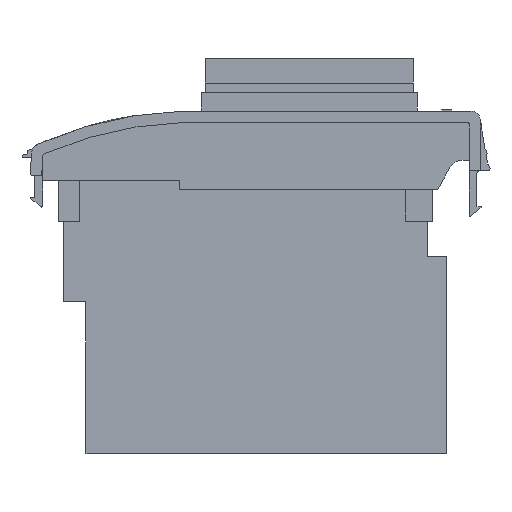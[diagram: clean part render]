
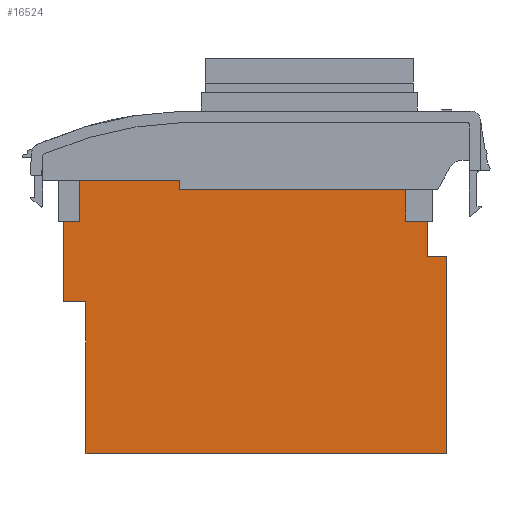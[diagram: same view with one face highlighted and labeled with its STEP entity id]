
A CAD part, left-side view. The second image highlights one B-rep face of the part: STEP entity #16524.
In plain terms, the highlighted planar face has unit normal (-1, 0, 0).
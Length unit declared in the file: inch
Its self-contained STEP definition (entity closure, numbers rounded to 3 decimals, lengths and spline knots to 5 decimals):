
#606 = CARTESIAN_POINT ( 'NONE',  ( 1.83506, 1.73848, 0.35 ) ) ;
#607 = DIRECTION ( 'NONE',  ( 0., -1., 0. ) ) ;
#608 = VECTOR ( 'NONE', #607, 39.37008 ) ;
#609 = CARTESIAN_POINT ( 'NONE',  ( 1.83506, 1.52916, 0.35 ) ) ;
#610 = LINE ( 'NONE', #609, #608 ) ;
#611 = CARTESIAN_POINT ( 'NONE',  ( 1.83506, 3.22916, 0.35 ) ) ;
#1079 = DIRECTION ( 'NONE',  ( 0., -1., 0. ) ) ;
#1080 = VECTOR ( 'NONE', #1079, 39.37008 ) ;
#1083 = CARTESIAN_POINT ( 'NONE',  ( 1.83506, 3.22916, 0.41 ) ) ;
#1085 = LINE ( 'NONE', #1083, #1080 ) ;
#2250 = DIRECTION ( 'NONE',  ( 0., 0., -1. ) ) ;
#2251 = VECTOR ( 'NONE', #2250, 39.37008 ) ;
#2252 = CARTESIAN_POINT ( 'NONE',  ( 1.83506, 3.22916, 0.35 ) ) ;
#2253 = LINE ( 'NONE', #2252, #2251 ) ;
#2364 = CARTESIAN_POINT ( 'NONE',  ( 1.83506, 3.22916, 0.41 ) ) ;
#3173 = CARTESIAN_POINT ( 'NONE',  ( 1.83506, 1.59848, 0.14 ) ) ;
#3477 = CARTESIAN_POINT ( 'NONE',  ( 1.83506, 3.99348, 0.41 ) ) ;
#9367 = DIRECTION ( 'NONE',  ( 0., 0., 1. ) ) ;
#9435 = VECTOR ( 'NONE', #9367, 39.37008 ) ;
#9436 = CARTESIAN_POINT ( 'NONE',  ( 1.83506, 3.84348, -0.39 ) ) ;
#9437 = LINE ( 'NONE', #9436, #9435 ) ;
#9473 = CARTESIAN_POINT ( 'NONE',  ( 1.83506, 1.59848, -0.09 ) ) ;
#9495 = DIRECTION ( 'NONE',  ( 0., 0., 1. ) ) ;
#9496 = VECTOR ( 'NONE', #9495, 39.37008 ) ;
#9497 = CARTESIAN_POINT ( 'NONE',  ( 1.83506, 3.99348, 0.64 ) ) ;
#9501 = LINE ( 'NONE', #9497, #9496 ) ;
#9505 = DIRECTION ( 'NONE',  ( 0., 0., -1. ) ) ;
#9506 = VECTOR ( 'NONE', #9505, 39.37008 ) ;
#9507 = CARTESIAN_POINT ( 'NONE',  ( 1.83506, 1.59848, -0.09 ) ) ;
#9508 = LINE ( 'NONE', #9507, #9506 ) ;
#9524 = CARTESIAN_POINT ( 'NONE',  ( 1.83506, 1.46848, -0.09 ) ) ;
#9611 = DIRECTION ( 'NONE',  ( 0., 1., 0. ) ) ;
#9612 = VECTOR ( 'NONE', #9611, 39.37008 ) ;
#9613 = CARTESIAN_POINT ( 'NONE',  ( 1.83506, 1.46848, -1.39 ) ) ;
#9641 = CARTESIAN_POINT ( 'NONE',  ( 1.83506, 3.84348, -1.39 ) ) ;
#9647 = DIRECTION ( 'NONE',  ( 0., -1., 0. ) ) ;
#9648 = VECTOR ( 'NONE', #9647, 39.37008 ) ;
#9649 = CARTESIAN_POINT ( 'NONE',  ( 1.83506, 3.84348, -0.39 ) ) ;
#9738 = DIRECTION ( 'NONE',  ( 0., -1., 0. ) ) ;
#9739 = VECTOR ( 'NONE', #9738, 39.37008 ) ;
#9740 = CARTESIAN_POINT ( 'NONE',  ( 1.83506, 3.84348, 0.14 ) ) ;
#9741 = LINE ( 'NONE', #9740, #9739 ) ;
#9744 = LINE ( 'NONE', #9613, #9612 ) ;
#9753 = CARTESIAN_POINT ( 'NONE',  ( 1.83506, 1.46848, -0.09 ) ) ;
#9754 = LINE ( 'NONE', #9753, #9648 ) ;
#9763 = CARTESIAN_POINT ( 'NONE',  ( 1.83506, 3.99348, -0.39 ) ) ;
#9790 = FACE_OUTER_BOUND ( 'NONE', #16516, .T. ) ;
#9791 = DIRECTION ( 'NONE',  ( 0., 0., 1. ) ) ;
#9792 = VECTOR ( 'NONE', #9791, 39.37008 ) ;
#9793 = CARTESIAN_POINT ( 'NONE',  ( 1.83506, 1.73848, 0.14 ) ) ;
#9794 = LINE ( 'NONE', #9793, #9792 ) ;
#9838 = LINE ( 'NONE', #9934, #9933 ) ;
#9869 = DIRECTION ( 'NONE',  ( 0., 1., 0. ) ) ;
#9870 = VECTOR ( 'NONE', #9869, 39.37008 ) ;
#9871 = CARTESIAN_POINT ( 'NONE',  ( 1.83506, 3.99348, -0.39 ) ) ;
#9872 = LINE ( 'NONE', #9871, #9870 ) ;
#9880 = CARTESIAN_POINT ( 'NONE',  ( 1.83506, 1.73848, 0.14 ) ) ;
#9895 = DIRECTION ( 'NONE',  ( 0., 0., 1. ) ) ;
#9896 = DIRECTION ( 'NONE',  ( -1., 0., 0. ) ) ;
#9897 = CARTESIAN_POINT ( 'NONE',  ( 1.83506, 3.84348, -1.39 ) ) ;
#9898 = AXIS2_PLACEMENT_3D ( 'NONE', #9897, #9896, #9895 ) ;
#9899 = PLANE ( 'NONE',  #9898 ) ;
#9932 = DIRECTION ( 'NONE',  ( 0., 0., -1. ) ) ;
#9933 = VECTOR ( 'NONE', #9932, 39.37008 ) ;
#9934 = CARTESIAN_POINT ( 'NONE',  ( 1.83506, 1.46848, -0.09 ) ) ;
#10055 = CARTESIAN_POINT ( 'NONE',  ( 1.83506, 1.46848, -1.39 ) ) ;
#12178 = VERTEX_POINT ( 'NONE', #3173 ) ;
#12296 = VERTEX_POINT ( 'NONE', #3477 ) ;
#13265 = VERTEX_POINT ( 'NONE', #611 ) ;
#13267 = EDGE_CURVE ( 'NONE', #13265, #13268, #610, .T. ) ;
#13268 = VERTEX_POINT ( 'NONE', #606 ) ;
#13525 = EDGE_CURVE ( 'NONE', #12296, #13583, #1085, .T. ) ;
#13583 = VERTEX_POINT ( 'NONE', #2364 ) ;
#13664 = EDGE_CURVE ( 'NONE', #13583, #13265, #2253, .T. ) ;
#16391 = VERTEX_POINT ( 'NONE', #9473 ) ;
#16401 = EDGE_CURVE ( 'NONE', #12178, #16391, #9508, .T. ) ;
#16406 = EDGE_CURVE ( 'NONE', #16461, #12296, #9501, .T. ) ;
#16407 = VERTEX_POINT ( 'NONE', #9524 ) ;
#16423 = EDGE_CURVE ( 'NONE', #16488, #16424, #9437, .T. ) ;
#16424 = VERTEX_POINT ( 'NONE', #9649 ) ;
#16442 = EDGE_CURVE ( 'NONE', #16655, #16488, #9744, .T. ) ;
#16461 = VERTEX_POINT ( 'NONE', #9763 ) ;
#16464 = ORIENTED_EDGE ( 'NONE', *, *, #16401, .F. ) ;
#16469 = ORIENTED_EDGE ( 'NONE', *, *, #16470, .F. ) ;
#16470 = EDGE_CURVE ( 'NONE', #16517, #12178, #9741, .T. ) ;
#16479 = EDGE_CURVE ( 'NONE', #16391, #16407, #9754, .T. ) ;
#16488 = VERTEX_POINT ( 'NONE', #9641 ) ;
#16516 = EDGE_LOOP ( 'NONE', ( #16519, #16521, #16522, #16528, #16529, #16525, #16526, #16548, #16549, #16530, #16464, #16469 ) ) ;
#16517 = VERTEX_POINT ( 'NONE', #9880 ) ;
#16519 = ORIENTED_EDGE ( 'NONE', *, *, #16520, .T. ) ;
#16520 = EDGE_CURVE ( 'NONE', #16517, #13268, #9794, .T. ) ;
#16521 = ORIENTED_EDGE ( 'NONE', *, *, #13267, .F. ) ;
#16522 = ORIENTED_EDGE ( 'NONE', *, *, #13664, .F. ) ;
#16524 = ADVANCED_FACE ( 'NONE', ( #9790 ), #9899, .T. ) ;
#16525 = ORIENTED_EDGE ( 'NONE', *, *, #16554, .F. ) ;
#16526 = ORIENTED_EDGE ( 'NONE', *, *, #16423, .F. ) ;
#16528 = ORIENTED_EDGE ( 'NONE', *, *, #13525, .F. ) ;
#16529 = ORIENTED_EDGE ( 'NONE', *, *, #16406, .F. ) ;
#16530 = ORIENTED_EDGE ( 'NONE', *, *, #16479, .F. ) ;
#16548 = ORIENTED_EDGE ( 'NONE', *, *, #16442, .F. ) ;
#16549 = ORIENTED_EDGE ( 'NONE', *, *, #16577, .F. ) ;
#16554 = EDGE_CURVE ( 'NONE', #16424, #16461, #9872, .T. ) ;
#16577 = EDGE_CURVE ( 'NONE', #16407, #16655, #9838, .T. ) ;
#16655 = VERTEX_POINT ( 'NONE', #10055 ) ;
